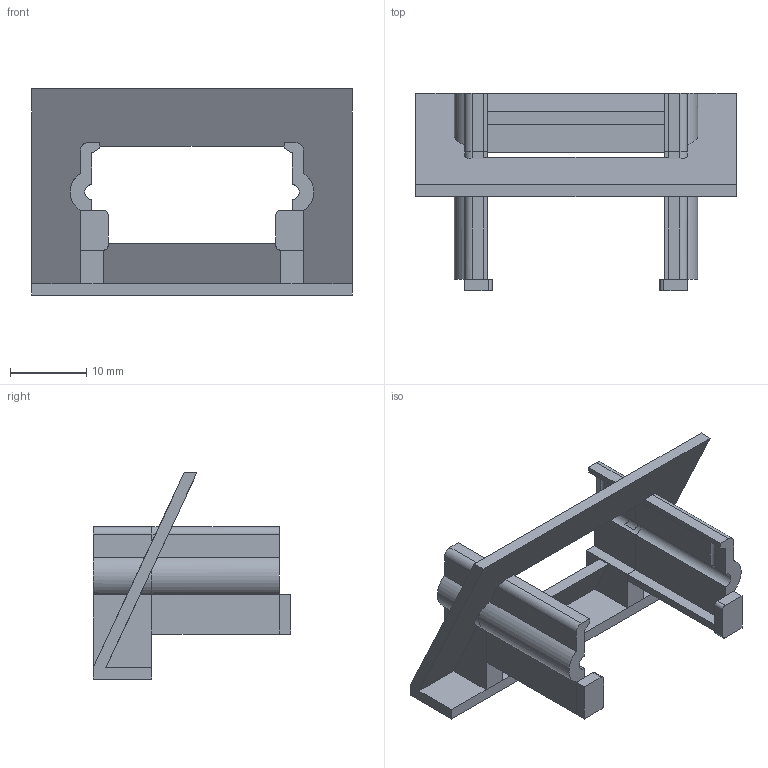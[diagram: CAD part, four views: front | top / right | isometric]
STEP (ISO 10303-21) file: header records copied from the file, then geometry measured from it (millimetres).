
FILE_DESCRIPTION(('FreeCAD Model'),'2;1');
FILE_NAME('main_shell_chop.step' ,'2019-04-06T20:36:11',('Anool'),('Wyolum'), 'Open CASCADE STEP processor 7.3','FreeCAD','Unknown');
FILE_SCHEMA(('AUTOMOTIVE_DESIGN { 1 0 10303 214 1 1 1 1 }'));
Length unit declared in the file: millimetre
Products named in the file (1): Cut
Bounding box: 42 x 25.89 x 27 mm (x, y, z)
Volume: 3120.1 mm3; surface area: 4437.3 mm2
Topology: 1 solids, 1 shells, 121 faces, 315 edges, 196 vertices
Faces by surface type: plane 87, cylinder 26, bspline 4, offset 4
Entity records: 5191 total; most frequent: CARTESIAN_POINT 1503, ORIENTED_EDGE 630, DIRECTION 514, EDGE_CURVE 315, LINE 210, VECTOR 210, VERTEX_POINT 196, AXIS2_PLACEMENT_3D 152
